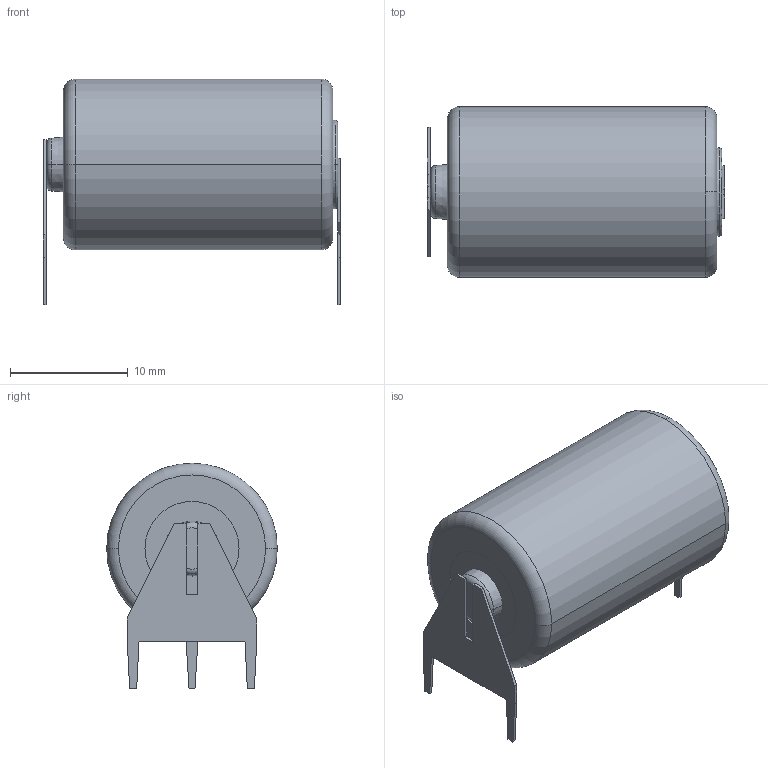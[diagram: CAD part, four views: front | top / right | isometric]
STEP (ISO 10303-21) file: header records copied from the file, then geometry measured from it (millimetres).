
FILE_DESCRIPTION (( 'STEP AP214' ), '1' );
FILE_NAME ('User Library-LS14250_3PF.STEP', '2020-11-08T23:37:18', ( '' ), ( '' ), 'SwSTEP 2.0', 'SolidWorks 2020', '' );
FILE_SCHEMA (( 'AUTOMOTIVE_DESIGN' ));
Length unit declared in the file: millimetre
Products named in the file (7): B1; Extruded_13; User Library-LS14250_3PF; BR-2477AFBN_RGB12305352_1703360913; BR-2477AFBN_RGB12305352_3866174162; Extruded_14; SAFT_LS14250
Assembly tree (6 placements, depth 4):
  User Library-LS14250_3PF
    B1
      BR-2477AFBN_RGB12305352_1703360913
        Extruded_13
      BR-2477AFBN_RGB12305352_3866174162
        Extruded_14
      SAFT_LS14250
Bounding box: 25.25 x 14.5 x 19.17 mm (x, y, z)
Volume: 3825.4 mm3; surface area: 1649.4 mm2
Topology: 4 solids, 4 shells, 61 faces, 144 edges, 94 vertices
Faces by surface type: plane 43, torus 8, cylinder 8, cone 2
Entity records: 2758 total; most frequent: CARTESIAN_POINT 415, DIRECTION 324, ORIENTED_EDGE 288, EDGE_CURVE 144, AXIS2_PLACEMENT_3D 109, VECTOR 106, LINE 106, VERTEX_POINT 94
